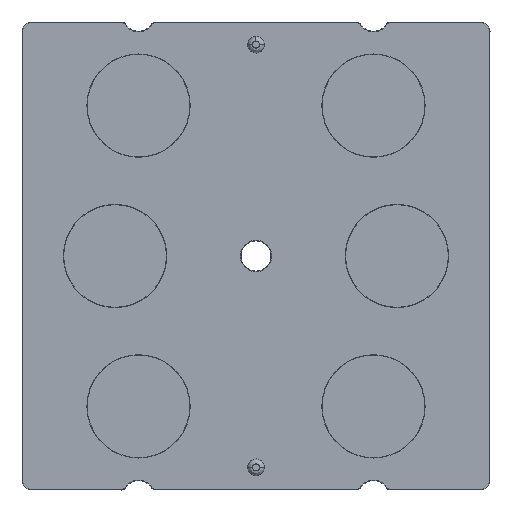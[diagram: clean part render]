
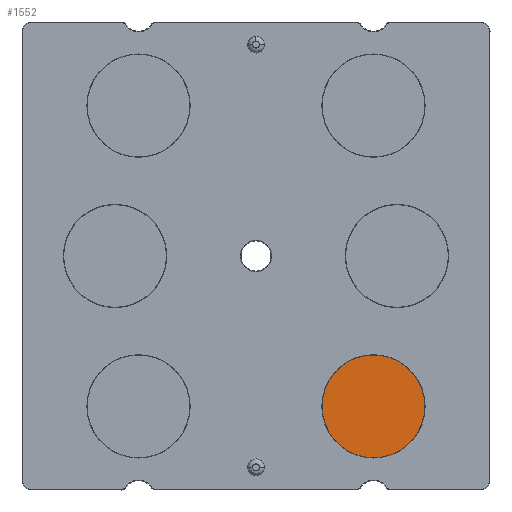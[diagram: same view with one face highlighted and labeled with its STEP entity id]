
A CAD part, front view. The second image highlights one B-rep face of the part: STEP entity #1552.
In plain terms, the highlighted planar face has unit normal (0, -1, 0).
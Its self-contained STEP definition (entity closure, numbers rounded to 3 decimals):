
#10 = CARTESIAN_POINT ( 'NONE',  ( 12.5, 1., -10.535 ) ) ;
#422 = CIRCLE ( 'NONE', #430, 5.465 ) ;
#430 = AXIS2_PLACEMENT_3D ( 'NONE', #5308, #8424, #1157 ) ;
#707 = ORIENTED_EDGE ( 'NONE', *, *, #2154, .T. ) ;
#912 = FACE_OUTER_BOUND ( 'NONE', #6458, .T. ) ;
#1157 = DIRECTION ( 'NONE',  ( 0., 0., -1. ) ) ;
#1224 = VERTEX_POINT ( 'NONE', #10 ) ;
#1552 = ADVANCED_FACE ( 'NONE', ( #912 ), #3945, .T. ) ;
#2154 = EDGE_CURVE ( 'NONE', #1224, #5354, #7053, .T. ) ;
#2581 = CARTESIAN_POINT ( 'NONE',  ( 12.5, 1., -16. ) ) ;
#3168 = DIRECTION ( 'NONE',  ( 0., 0., -1. ) ) ;
#3945 = PLANE ( 'NONE',  #5755 ) ;
#4650 = CARTESIAN_POINT ( 'NONE',  ( 12.5, 1., -21.465 ) ) ;
#5308 = CARTESIAN_POINT ( 'NONE',  ( 12.5, 1., -16. ) ) ;
#5354 = VERTEX_POINT ( 'NONE', #4650 ) ;
#5755 = AXIS2_PLACEMENT_3D ( 'NONE', #2581, #7433, #3168 ) ;
#5761 = ORIENTED_EDGE ( 'NONE', *, *, #9988, .T. ) ;
#6458 = EDGE_LOOP ( 'NONE', ( #5761, #707 ) ) ;
#7053 = CIRCLE ( 'NONE', #7385, 5.465 ) ;
#7385 = AXIS2_PLACEMENT_3D ( 'NONE', #7757, #7655, #9969 ) ;
#7433 = DIRECTION ( 'NONE',  ( 0., -1., 0. ) ) ;
#7655 = DIRECTION ( 'NONE',  ( 0., -1., 0. ) ) ;
#7757 = CARTESIAN_POINT ( 'NONE',  ( 12.5, 1., -16. ) ) ;
#8424 = DIRECTION ( 'NONE',  ( 0., -1., 0. ) ) ;
#9969 = DIRECTION ( 'NONE',  ( 0., 0., -1. ) ) ;
#9988 = EDGE_CURVE ( 'NONE', #5354, #1224, #422, .T. ) ;
